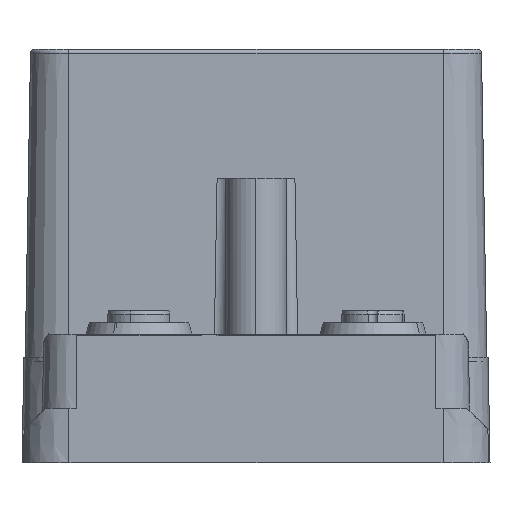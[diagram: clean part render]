
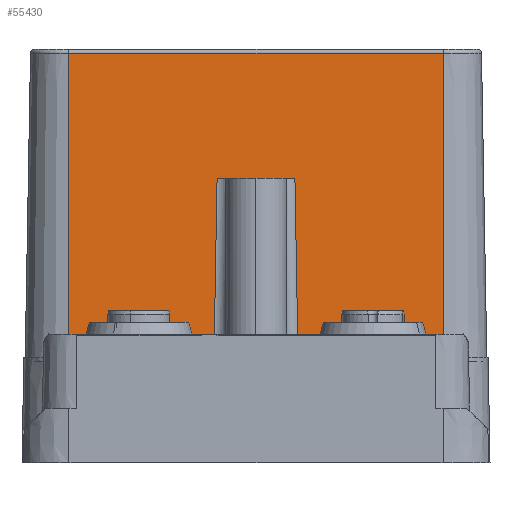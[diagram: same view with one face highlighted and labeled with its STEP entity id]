
A CAD part, front view. The second image highlights one B-rep face of the part: STEP entity #55430.
In plain terms, the highlighted planar face has unit normal (0, -1, 0.018).
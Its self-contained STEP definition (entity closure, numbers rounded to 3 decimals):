
#55375=AXIS2_PLACEMENT_3D('Plane Axis2P3D',#55372,#55373,#55374) ;
#54606=CARTESIAN_POINT('Vertex',(54.,55.6,13.)) ;
#54609=CARTESIAN_POINT('Line Origine',(44.7,55.6,13.)) ;
#54613=CARTESIAN_POINT('Vertex',(35.4,55.6,13.)) ;
#54679=CARTESIAN_POINT('Vertex',(24.6,55.6,13.)) ;
#54682=CARTESIAN_POINT('Line Origine',(15.3,55.6,13.)) ;
#54686=CARTESIAN_POINT('Vertex',(6.,55.6,13.)) ;
#55357=CARTESIAN_POINT('Vertex',(54.,56.29,52.509)) ;
#55360=CARTESIAN_POINT('Line Origine',(54.,55.949,33.)) ;
#55372=CARTESIAN_POINT('Axis2P3D Location',(59.6,55.6,13.)) ;
#55377=CARTESIAN_POINT('Line Origine',(30.,56.29,52.509)) ;
#55381=CARTESIAN_POINT('Vertex',(6.,56.29,52.509)) ;
#55384=CARTESIAN_POINT('Line Origine',(6.,55.949,33.)) ;
#55390=CARTESIAN_POINT('Control Point',(25.01,56.01,36.5)) ;
#55391=CARTESIAN_POINT('Control Point',(24.6,55.6,13.)) ;
#55392=CARTESIAN_POINT('Vertex',(25.01,56.01,36.5)) ;
#55396=CARTESIAN_POINT('Control Point',(26.51,56.01,36.5)) ;
#55397=CARTESIAN_POINT('Control Point',(25.01,56.01,36.5)) ;
#55398=CARTESIAN_POINT('Vertex',(26.51,56.01,36.5)) ;
#55401=CARTESIAN_POINT('Line Origine',(30.,56.01,36.5)) ;
#55405=CARTESIAN_POINT('Vertex',(33.49,56.01,36.5)) ;
#55409=CARTESIAN_POINT('Control Point',(34.99,56.01,36.5)) ;
#55410=CARTESIAN_POINT('Control Point',(33.49,56.01,36.5)) ;
#55411=CARTESIAN_POINT('Vertex',(34.99,56.01,36.5)) ;
#55415=CARTESIAN_POINT('Control Point',(34.99,56.01,36.5)) ;
#55416=CARTESIAN_POINT('Control Point',(35.4,55.6,13.)) ;
#54610=DIRECTION('Vector Direction',(-1.,0.,0.)) ;
#54683=DIRECTION('Vector Direction',(-1.,0.,0.)) ;
#55361=DIRECTION('Vector Direction',(0.,-0.017,-1.)) ;
#55373=DIRECTION('Axis2P3D Direction',(0.,-1.,0.017)) ;
#55374=DIRECTION('Axis2P3D XDirection',(-1.,0.,0.)) ;
#55378=DIRECTION('Vector Direction',(-1.,0.,0.)) ;
#55385=DIRECTION('Vector Direction',(0.,-0.017,-1.)) ;
#55402=DIRECTION('Vector Direction',(-1.,0.,0.)) ;
#54611=VECTOR('Line Direction',#54610,1.) ;
#54684=VECTOR('Line Direction',#54683,1.) ;
#55362=VECTOR('Line Direction',#55361,1.) ;
#55379=VECTOR('Line Direction',#55378,1.) ;
#55386=VECTOR('Line Direction',#55385,1.) ;
#55403=VECTOR('Line Direction',#55402,1.) ;
#55419=ORIENTED_EDGE('',*,*,#54615,.F.) ;
#55420=ORIENTED_EDGE('',*,*,#55364,.T.) ;
#55421=ORIENTED_EDGE('',*,*,#55383,.F.) ;
#55422=ORIENTED_EDGE('',*,*,#55388,.F.) ;
#55423=ORIENTED_EDGE('',*,*,#54688,.F.) ;
#55424=ORIENTED_EDGE('',*,*,#55394,.F.) ;
#55425=ORIENTED_EDGE('',*,*,#55400,.T.) ;
#55426=ORIENTED_EDGE('',*,*,#55407,.T.) ;
#55427=ORIENTED_EDGE('',*,*,#55413,.T.) ;
#55428=ORIENTED_EDGE('',*,*,#55417,.T.) ;
#55430=ADVANCED_FACE('327588.1\\433082_Anschlusshaube-MH-SK/FK.1\\427573.1\\Haube hoch Metall',(#55429),#55376,.T.) ;
#55389=B_SPLINE_CURVE_WITH_KNOTS('',1,(#55390,#55391),.UNSPECIFIED.,.F.,.U.,(2,2),(-3.747,19.76),.UNSPECIFIED.) ;
#55395=B_SPLINE_CURVE_WITH_KNOTS('',1,(#55396,#55397),.UNSPECIFIED.,.F.,.U.,(2,2),(-0.75,0.75),.UNSPECIFIED.) ;
#55408=B_SPLINE_CURVE_WITH_KNOTS('',1,(#55409,#55410),.UNSPECIFIED.,.F.,.U.,(2,2),(-0.75,0.75),.UNSPECIFIED.) ;
#55414=B_SPLINE_CURVE_WITH_KNOTS('',1,(#55415,#55416),.UNSPECIFIED.,.F.,.U.,(2,2),(-3.747,19.76),.UNSPECIFIED.) ;
#54615=EDGE_CURVE('',#54607,#54614,#54612,.T.) ;
#54688=EDGE_CURVE('',#54680,#54687,#54685,.T.) ;
#55364=EDGE_CURVE('',#54607,#55358,#55363,.F.) ;
#55383=EDGE_CURVE('',#55382,#55358,#55380,.F.) ;
#55388=EDGE_CURVE('',#54687,#55382,#55387,.F.) ;
#55394=EDGE_CURVE('',#55393,#54680,#55389,.T.) ;
#55400=EDGE_CURVE('',#55393,#55399,#55395,.F.) ;
#55407=EDGE_CURVE('',#55399,#55406,#55404,.F.) ;
#55413=EDGE_CURVE('',#55406,#55412,#55408,.F.) ;
#55417=EDGE_CURVE('',#55412,#54614,#55414,.T.) ;
#55418=EDGE_LOOP('',(#55419,#55420,#55421,#55422,#55423,#55424,#55425,#55426,#55427,#55428)) ;
#55429=FACE_OUTER_BOUND('',#55418,.T.) ;
#54612=LINE('Line',#54609,#54611) ;
#54685=LINE('Line',#54682,#54684) ;
#55363=LINE('Line',#55360,#55362) ;
#55380=LINE('Line',#55377,#55379) ;
#55387=LINE('Line',#55384,#55386) ;
#55404=LINE('Line',#55401,#55403) ;
#55376=PLANE('',#55375) ;
#54607=VERTEX_POINT('',#54606) ;
#54614=VERTEX_POINT('',#54613) ;
#54680=VERTEX_POINT('',#54679) ;
#54687=VERTEX_POINT('',#54686) ;
#55358=VERTEX_POINT('',#55357) ;
#55382=VERTEX_POINT('',#55381) ;
#55393=VERTEX_POINT('',#55392) ;
#55399=VERTEX_POINT('',#55398) ;
#55406=VERTEX_POINT('',#55405) ;
#55412=VERTEX_POINT('',#55411) ;
